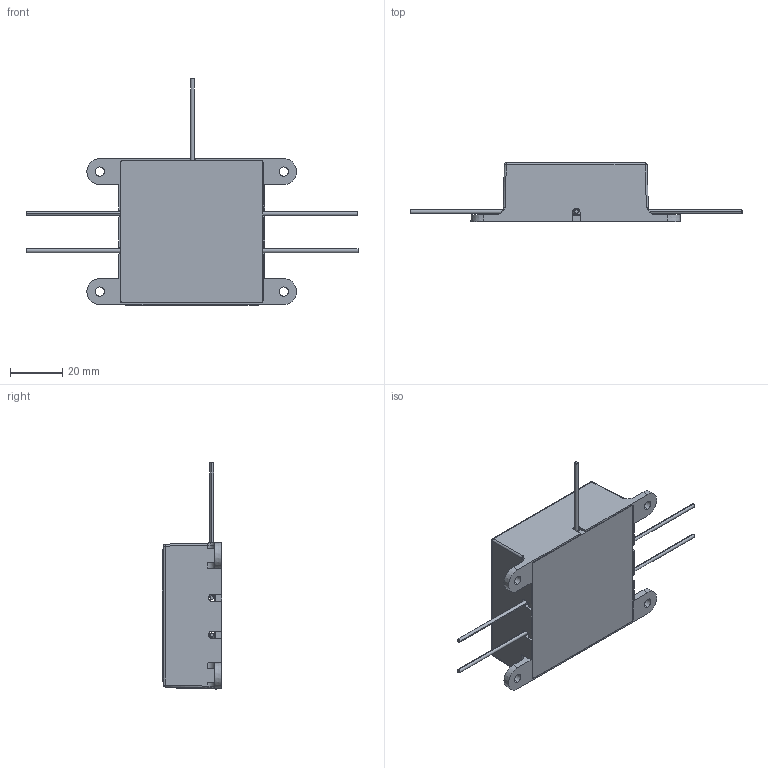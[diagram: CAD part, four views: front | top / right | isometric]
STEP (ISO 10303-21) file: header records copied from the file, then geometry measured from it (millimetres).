
FILE_DESCRIPTION (( 'STEP AP214' ), '1' );
FILE_NAME ('1101-264-1-E.STEP', '2019-01-24T16:26:38', ( '' ), ( '' ), 'SwSTEP 2.0', 'SolidWorks 2018', '' );
FILE_SCHEMA (( 'AUTOMOTIVE_DESIGN' ));
Length unit declared in the file: inch
Products named in the file (17): 2003-1115; 2001-050; 2200-255; 3320-092^2250-354; 2001-049; 2003-1943; 3320-088^2250-354; 2021-019; 1101-264-1-E; 2250-354
Assembly tree (9 placements, depth 3):
  2003-1115
  2200-255
  3320-092^2250-354
  2001-049
  2003-1943
Bounding box: 127.2 x 22.66 x 86.62 mm (x, y, z)
Volume: 28433.7 mm3; surface area: 36732.7 mm2
Topology: 16 solids, 16 shells, 5209 faces, 14568 edges, 9696 vertices
Faces by surface type: plane 4479, bspline 567, cylinder 131, torus 24, cone 4, sphere 4
Entity records: 256353 total; most frequent: CARTESIAN_POINT 61661, ORIENTED_EDGE 29128, DIRECTION 22998, EDGE_CURVE 14564, LINE 13108, VECTOR 13108, VERTEX_POINT 9696, EDGE_LOOP 5586
